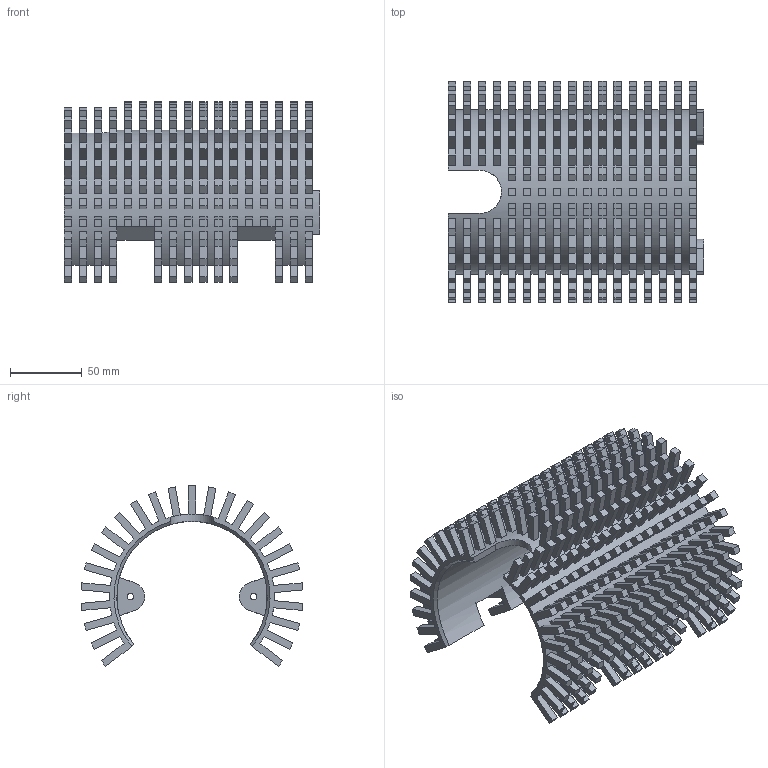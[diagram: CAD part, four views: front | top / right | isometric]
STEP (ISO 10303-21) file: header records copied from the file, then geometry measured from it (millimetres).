
FILE_DESCRIPTION(/* description */ ('Unknown'),/* implementation_level */ '2;1');
FILE_NAME(/* name */ '2020-heat-sink',/* time_stamp */ '2020-09-22T11:57:01+01:00',/* author */ ('Unknown'),/* organization */ ('Unknown'),/* preprocessor_version */ 'ST-DEVELOPER v16.7',/* originating_system */ 'Solid Edge',/* authorisation */ 'Unknown');
FILE_SCHEMA (('AUTOMOTIVE_DESIGN {1 0 10303 214 3 1 1}'));
Length unit declared in the file: millimetre
Products named in the file (1): 2020-heat-sink
Bounding box: 178 x 154.69 x 126.11 mm (x, y, z)
Volume: 395369.1 mm3; surface area: 243174.9 mm2
Topology: 1 solids, 1 shells, 1924 faces, 4834 edges, 3222 vertices
Faces by surface type: plane 1913, cylinder 9, cone 2
Full cylindrical faces by diameter (mm): 4.5 x2, 14 x2
Entity records: 57137 total; most frequent: CARTESIAN_POINT 10006, ORIENTED_EDGE 9656, DIRECTION 9484, EDGE_CURVE 4828, LINE 4014, VECTOR 4014, VERTEX_POINT 3220, AXIS2_PLACEMENT_3D 2735
